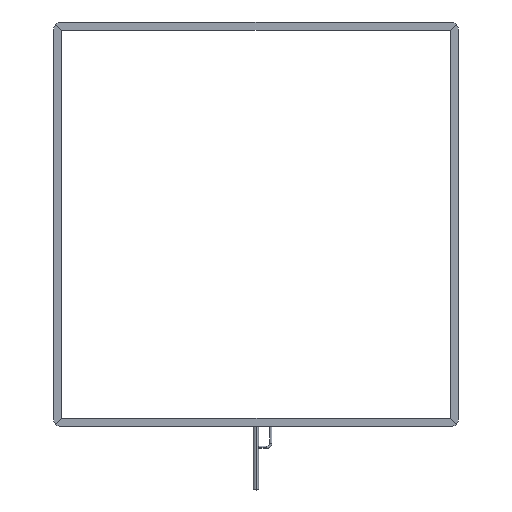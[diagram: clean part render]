
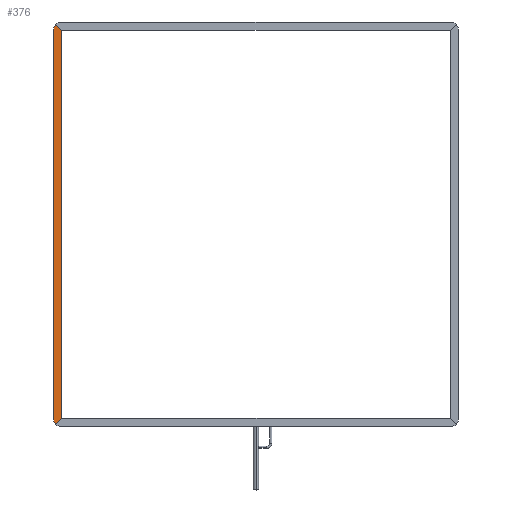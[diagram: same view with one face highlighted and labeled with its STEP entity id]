
A CAD part, top view. The second image highlights one B-rep face of the part: STEP entity #376.
In plain terms, the highlighted planar face has unit normal (0, 0, 1).
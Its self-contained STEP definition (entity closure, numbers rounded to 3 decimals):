
#106 = CARTESIAN_POINT ( 'NONE',  ( 25.4, -584.2, 0. ) ) ;
#120 = ORIENTED_EDGE ( 'NONE', *, *, #1901, .T. ) ;
#133 = CARTESIAN_POINT ( 'NONE',  ( 0., 609.6, 0. ) ) ;
#169 = CARTESIAN_POINT ( 'NONE',  ( 25.4, 584.2, 0. ) ) ;
#217 = EDGE_CURVE ( 'NONE', #385, #1032, #766, .T. ) ;
#251 = EDGE_CURVE ( 'NONE', #795, #1032, #979, .T. ) ;
#254 = ORIENTED_EDGE ( 'NONE', *, *, #251, .T. ) ;
#319 = CARTESIAN_POINT ( 'NONE',  ( 25.4, -584.2, 0. ) ) ;
#363 = CARTESIAN_POINT ( 'NONE',  ( 0., 584.6, 0. ) ) ;
#365 = CARTESIAN_POINT ( 'NONE',  ( 25., 584.6, 0. ) ) ;
#376 = ADVANCED_FACE ( 'NONE', ( #1393 ), #822, .F. ) ;
#385 = VERTEX_POINT ( 'NONE', #363 ) ;
#407 = AXIS2_PLACEMENT_3D ( 'NONE', #365, #1464, #524 ) ;
#458 = CARTESIAN_POINT ( 'NONE',  ( 7.322, -602.278, 0. ) ) ;
#494 = CIRCLE ( 'NONE', #1617, 25. ) ;
#524 = DIRECTION ( 'NONE',  ( 1., 0., 0. ) ) ;
#571 = ORIENTED_EDGE ( 'NONE', *, *, #1927, .T. ) ;
#586 = VECTOR ( 'NONE', #913, 1000. ) ;
#722 = AXIS2_PLACEMENT_3D ( 'NONE', #968, #1146, #955 ) ;
#738 = DIRECTION ( 'NONE',  ( -0.707, 0.707, 0. ) ) ;
#766 = CIRCLE ( 'NONE', #407, 25. ) ;
#785 = ORIENTED_EDGE ( 'NONE', *, *, #943, .T. ) ;
#795 = VERTEX_POINT ( 'NONE', #169 ) ;
#800 = CARTESIAN_POINT ( 'NONE',  ( 25., -584.6, 0. ) ) ;
#807 = DIRECTION ( 'NONE',  ( 0., 0., 1. ) ) ;
#822 = PLANE ( 'NONE',  #722 ) ;
#878 = DIRECTION ( 'NONE',  ( 0., 1., 0. ) ) ;
#895 = LINE ( 'NONE', #106, #1509 ) ;
#913 = DIRECTION ( 'NONE',  ( 0., -1., 0. ) ) ;
#926 = LINE ( 'NONE', #1251, #586 ) ;
#940 = ORIENTED_EDGE ( 'NONE', *, *, #1914, .T. ) ;
#943 = EDGE_CURVE ( 'NONE', #1869, #795, #895, .T. ) ;
#948 = DIRECTION ( 'NONE',  ( -1., 0., 0. ) ) ;
#955 = DIRECTION ( 'NONE',  ( -1., 0., 0. ) ) ;
#968 = CARTESIAN_POINT ( 'NONE',  ( 609.6, 0., 0. ) ) ;
#979 = LINE ( 'NONE', #133, #1031 ) ;
#1031 = VECTOR ( 'NONE', #738, 1000. ) ;
#1032 = VERTEX_POINT ( 'NONE', #1641 ) ;
#1100 = VECTOR ( 'NONE', #1707, 1000. ) ;
#1127 = CARTESIAN_POINT ( 'NONE',  ( 0., -609.6, 0. ) ) ;
#1146 = DIRECTION ( 'NONE',  ( 0., 0., -1. ) ) ;
#1208 = EDGE_LOOP ( 'NONE', ( #254, #1886, #120, #571, #940, #785 ) ) ;
#1251 = CARTESIAN_POINT ( 'NONE',  ( 0., -609.6, 0. ) ) ;
#1393 = FACE_OUTER_BOUND ( 'NONE', #1208, .T. ) ;
#1464 = DIRECTION ( 'NONE',  ( 0., 0., -1. ) ) ;
#1509 = VECTOR ( 'NONE', #878, 1000. ) ;
#1533 = LINE ( 'NONE', #1127, #1100 ) ;
#1617 = AXIS2_PLACEMENT_3D ( 'NONE', #800, #807, #948 ) ;
#1641 = CARTESIAN_POINT ( 'NONE',  ( 7.322, 602.278, 0. ) ) ;
#1707 = DIRECTION ( 'NONE',  ( 0.707, 0.707, 0. ) ) ;
#1785 = VERTEX_POINT ( 'NONE', #458 ) ;
#1845 = CARTESIAN_POINT ( 'NONE',  ( 0., -584.6, 0. ) ) ;
#1867 = VERTEX_POINT ( 'NONE', #1845 ) ;
#1869 = VERTEX_POINT ( 'NONE', #319 ) ;
#1886 = ORIENTED_EDGE ( 'NONE', *, *, #217, .F. ) ;
#1901 = EDGE_CURVE ( 'NONE', #385, #1867, #926, .T. ) ;
#1914 = EDGE_CURVE ( 'NONE', #1785, #1869, #1533, .T. ) ;
#1927 = EDGE_CURVE ( 'NONE', #1867, #1785, #494, .T. ) ;
